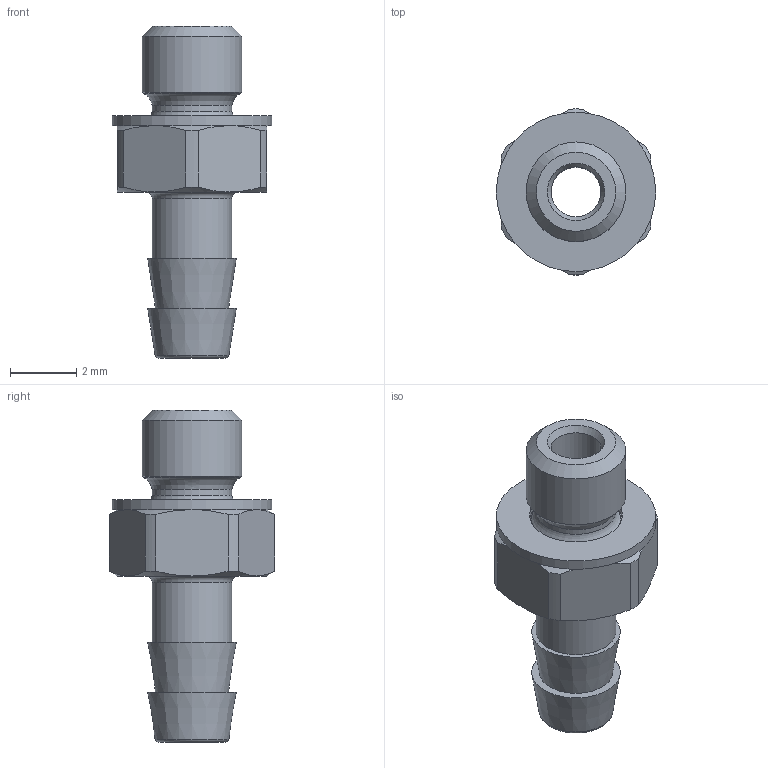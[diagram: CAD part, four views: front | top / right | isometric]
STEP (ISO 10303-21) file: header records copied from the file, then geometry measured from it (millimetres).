
FILE_DESCRIPTION(/* description */ ('STEP AP214'),/* implementation_level */ '2;1');
FILE_NAME(/* name */ '15871_CN-M3-PK-2',/* time_stamp */ '2024-08-01T11:57:31+02:00',/* author */ ('License CC BY-ND 4.0'),/* organization */ ('CADENAS'),/* preprocessor_version */ 'ST-DEVELOPER v19.3',/* originating_system */ 'PARTsolutions',/* authorisation */ ' ');
FILE_SCHEMA (('AUTOMOTIVE_DESIGN {1 0 10303 214 3 1 1}'));
Length unit declared in the file: millimetre
Products named in the file (1): 15871 CN-M3-PK-2
Bounding box: 4.8 x 5 x 10 mm (x, y, z)
Volume: 62.6 mm3; surface area: 184.2 mm2
Topology: 1 solids, 1 shells, 47 faces, 98 edges, 58 vertices
Faces by surface type: cone 18, plane 13, cylinder 12, torus 4
Full cylindrical faces by diameter (mm): 1.5 x1, 2.4 x2, 2.8 x1, 3 x1, 4.8 x1
Entity records: 1220 total; most frequent: CARTESIAN_POINT 260, DIRECTION 200, ORIENTED_EDGE 164, AXIS2_PLACEMENT_3D 94, EDGE_CURVE 82, EDGE_LOOP 70, FACE_BOUND 70, VERTEX_POINT 58
